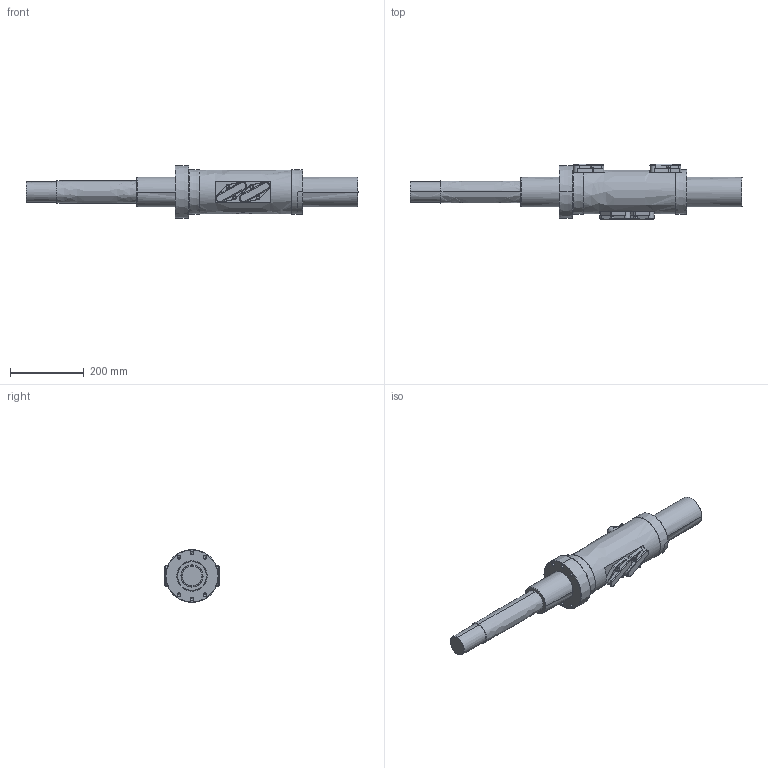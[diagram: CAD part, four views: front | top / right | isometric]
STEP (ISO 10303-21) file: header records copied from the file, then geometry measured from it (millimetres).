
FILE_DESCRIPTION((''),'2;1');
FILE_NAME('00_HSP8016FY_ASM','2022-07-13T11:00:08',('10019049'),(''),'CREO PARAMETRIC BY PTC INC, 2019080','CREO PARAMETRIC BY PTC INC, 2019080','');
FILE_SCHEMA(('CONFIG_CONTROL_DESIGN'));
Length unit declared in the file: millimetre
Products named in the file (6): NUT_HSP8016FY; ST_HSP8016FY; LOCKER_HSP8016FY; __6_0001; M616_0001; 00_HSP8016FY_ASM
Assembly tree (22 placements, depth 2):
  00_HSP8016FY_ASM
    NUT_HSP8016FY
    ST_HSP8016FY
    LOCKER_HSP8016FY  x4
    __6_0001  x8
    M616_0001  x8
Bounding box: 900 x 150 x 143 mm (x, y, z)
Surface area: 513052.8 mm2 (no closed solid volume)
Topology: 0 solids, 0 shells, 540 faces, 2502 edges, 2458 vertices
Faces by surface type: bspline 507, torus 33
Entity records: 24511 total; most frequent: CARTESIAN_POINT 14815, DIRECTION 1583, TRIMMED_CURVE 1303, VECTOR 1089, LINE 1089, DEFINITIONAL_REPRESENTATION 1014, PCURVE 1014, COMPOSITE_CURVE_SEGMENT 1014
